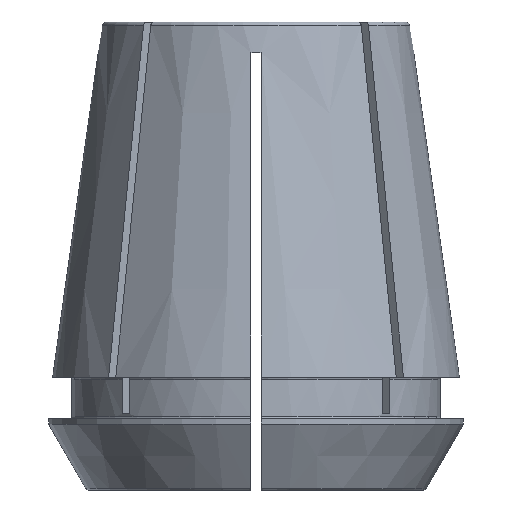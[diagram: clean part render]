
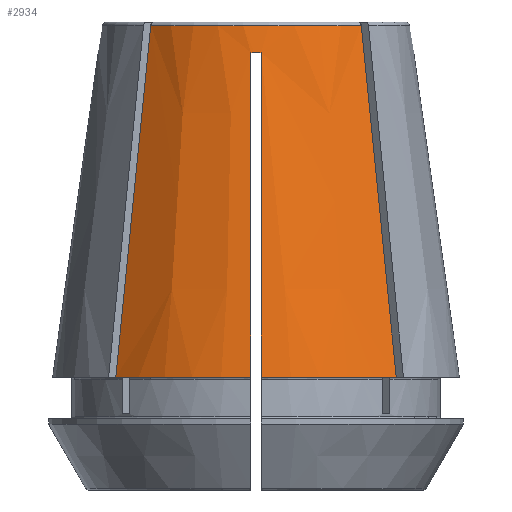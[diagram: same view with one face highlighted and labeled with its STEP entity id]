
A CAD part, left-side view. The second image highlights one B-rep face of the part: STEP entity #2934.
In plain terms, the highlighted conical face has half-angle 8 degrees and reference radius 15.095 mm.
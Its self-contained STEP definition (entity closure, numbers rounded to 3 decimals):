
#20=CONICAL_SURFACE('',#3132,15.095,0.14);
#120=B_SPLINE_CURVE_WITH_KNOTS('',3,(#4409,#4410,#4411,#4412,#4413,#4414,
#4415),.UNSPECIFIED.,.F.,.F.,(4,3,4),(0.,0.027,
0.035),.UNSPECIFIED.);
#121=B_SPLINE_CURVE_WITH_KNOTS('',3,(#4419,#4420,#4421,#4422,#4423,#4424,
#4425,#4426,#4427,#4428),.UNSPECIFIED.,.F.,.F.,(4,3,3,4),(0.024,
0.028,0.056,0.057),.UNSPECIFIED.);
#122=B_SPLINE_CURVE_WITH_KNOTS('',3,(#4432,#4433,#4434,#4435,#4436,#4437,
#4438,#4439,#4440,#4441),.UNSPECIFIED.,.F.,.F.,(4,3,3,4),(0.024,
0.028,0.056,0.057),.UNSPECIFIED.);
#123=B_SPLINE_CURVE_WITH_KNOTS('',3,(#4445,#4446,#4447,#4448,#4449,#4450,
#4451),.UNSPECIFIED.,.F.,.F.,(4,3,4),(0.,0.027,
0.035),.UNSPECIFIED.);
#301=CIRCLE('',#3133,15.144);
#302=CIRCLE('',#3134,20.);
#303=CIRCLE('',#3135,15.517);
#304=CIRCLE('',#3136,20.);
#500=ORIENTED_EDGE('',*,*,#1457,.F.);
#501=ORIENTED_EDGE('',*,*,#1458,.T.);
#502=ORIENTED_EDGE('',*,*,#1459,.T.);
#503=ORIENTED_EDGE('',*,*,#1460,.F.);
#504=ORIENTED_EDGE('',*,*,#1461,.F.);
#505=ORIENTED_EDGE('',*,*,#1462,.T.);
#506=ORIENTED_EDGE('',*,*,#1463,.T.);
#507=ORIENTED_EDGE('',*,*,#1464,.F.);
#1457=EDGE_CURVE('',#1934,#1935,#301,.T.);
#1458=EDGE_CURVE('',#1934,#1936,#120,.T.);
#1459=EDGE_CURVE('',#1936,#1937,#302,.T.);
#1460=EDGE_CURVE('',#1938,#1937,#121,.T.);
#1461=EDGE_CURVE('',#1939,#1938,#303,.T.);
#1462=EDGE_CURVE('',#1939,#1940,#122,.T.);
#1463=EDGE_CURVE('',#1940,#1941,#304,.T.);
#1464=EDGE_CURVE('',#1935,#1941,#123,.T.);
#1934=VERTEX_POINT('',#4407);
#1935=VERTEX_POINT('',#4408);
#1936=VERTEX_POINT('',#4416);
#1937=VERTEX_POINT('',#4418);
#1938=VERTEX_POINT('',#4429);
#1939=VERTEX_POINT('',#4431);
#1940=VERTEX_POINT('',#4442);
#1941=VERTEX_POINT('',#4444);
#2582=EDGE_LOOP('',(#500,#501,#502,#503,#504,#505,#506,#507));
#2742=FACE_BOUND('',#2582,.T.);
#2934=ADVANCED_FACE('',(#2742),#20,.T.);
#3132=AXIS2_PLACEMENT_3D('',#4405,#3517,#3518);
#3133=AXIS2_PLACEMENT_3D('',#4406,#3519,#3520);
#3134=AXIS2_PLACEMENT_3D('',#4417,#3521,#3522);
#3135=AXIS2_PLACEMENT_3D('',#4430,#3523,#3524);
#3136=AXIS2_PLACEMENT_3D('',#4443,#3525,#3526);
#3517=DIRECTION('',(0.,0.,-1.));
#3518=DIRECTION('',(-1.,0.,0.));
#3519=DIRECTION('',(0.,0.,1.));
#3520=DIRECTION('',(1.,0.,0.));
#3521=DIRECTION('',(0.,0.,1.));
#3522=DIRECTION('',(1.,0.,0.));
#3523=DIRECTION('',(0.,0.,-1.));
#3524=DIRECTION('',(-1.,0.,0.));
#3525=DIRECTION('',(0.,0.,1.));
#3526=DIRECTION('',(1.,0.,0.));
#4405=CARTESIAN_POINT('',(0.,0.,39.));
#4406=CARTESIAN_POINT('',(0.,0.,38.656));
#4407=CARTESIAN_POINT('',(-11.056,10.349,38.656));
#4408=CARTESIAN_POINT('',(-11.056,-10.349,38.656));
#4409=CARTESIAN_POINT('',(-11.056,10.349,38.656));
#4410=CARTESIAN_POINT('',(-11.928,11.221,29.88));
#4411=CARTESIAN_POINT('',(-12.801,12.094,21.104));
#4412=CARTESIAN_POINT('',(-13.673,12.966,12.328));
#4413=CARTESIAN_POINT('',(-13.946,13.239,9.585));
#4414=CARTESIAN_POINT('',(-14.219,13.512,6.843));
#4415=CARTESIAN_POINT('',(-14.491,13.784,4.1));
#4416=CARTESIAN_POINT('',(-14.491,13.784,4.1));
#4417=CARTESIAN_POINT('',(0.,0.,4.1));
#4418=CARTESIAN_POINT('',(-19.994,0.5,4.1));
#4419=CARTESIAN_POINT('',(-15.509,0.5,36.));
#4420=CARTESIAN_POINT('',(-15.689,0.5,34.72));
#4421=CARTESIAN_POINT('',(-15.869,0.5,33.44));
#4422=CARTESIAN_POINT('',(-16.049,0.5,32.16));
#4423=CARTESIAN_POINT('',(-17.357,0.5,22.855));
#4424=CARTESIAN_POINT('',(-18.665,0.5,13.55));
#4425=CARTESIAN_POINT('',(-19.973,0.5,4.245));
#4426=CARTESIAN_POINT('',(-19.98,0.5,4.197));
#4427=CARTESIAN_POINT('',(-19.987,0.5,4.148));
#4428=CARTESIAN_POINT('',(-19.994,0.5,4.1));
#4429=CARTESIAN_POINT('',(-15.509,0.5,36.));
#4430=CARTESIAN_POINT('',(0.,0.,36.));
#4431=CARTESIAN_POINT('',(-15.509,-0.5,36.));
#4432=CARTESIAN_POINT('',(-15.509,-0.5,36.));
#4433=CARTESIAN_POINT('',(-15.689,-0.5,34.72));
#4434=CARTESIAN_POINT('',(-15.869,-0.5,33.44));
#4435=CARTESIAN_POINT('',(-16.049,-0.5,32.16));
#4436=CARTESIAN_POINT('',(-17.357,-0.5,22.855));
#4437=CARTESIAN_POINT('',(-18.665,-0.5,13.55));
#4438=CARTESIAN_POINT('',(-19.973,-0.5,4.245));
#4439=CARTESIAN_POINT('',(-19.98,-0.5,4.197));
#4440=CARTESIAN_POINT('',(-19.987,-0.5,4.148));
#4441=CARTESIAN_POINT('',(-19.994,-0.5,4.1));
#4442=CARTESIAN_POINT('',(-19.994,-0.5,4.1));
#4443=CARTESIAN_POINT('',(0.,0.,4.1));
#4444=CARTESIAN_POINT('',(-14.491,-13.784,4.1));
#4445=CARTESIAN_POINT('',(-11.056,-10.349,38.656));
#4446=CARTESIAN_POINT('',(-11.928,-11.221,29.88));
#4447=CARTESIAN_POINT('',(-12.801,-12.094,21.104));
#4448=CARTESIAN_POINT('',(-13.673,-12.966,12.328));
#4449=CARTESIAN_POINT('',(-13.946,-13.239,9.585));
#4450=CARTESIAN_POINT('',(-14.219,-13.512,6.843));
#4451=CARTESIAN_POINT('',(-14.491,-13.784,4.1));
